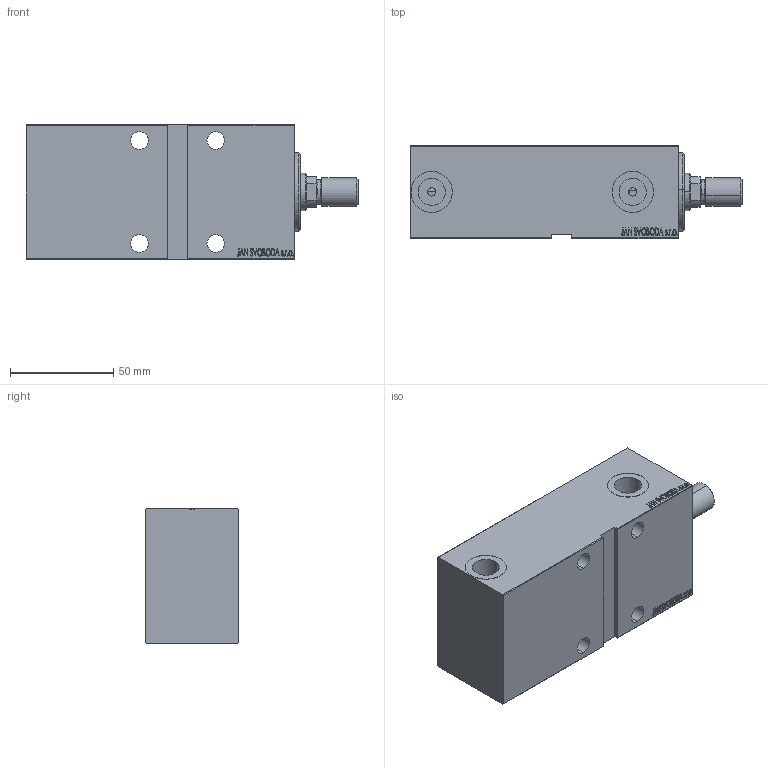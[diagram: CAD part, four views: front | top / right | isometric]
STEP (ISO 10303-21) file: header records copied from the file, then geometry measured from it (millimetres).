
FILE_DESCRIPTION (( 'STEP AP203' ), '1' );
FILE_NAME ('62ba.STEP', '2022-04-17T13:12:01', ( '' ), ( '' ), 'SwSTEP 2.0', 'SolidWorks 2019', '' );
FILE_SCHEMA (( 'CONFIG_CONTROL_DESIGN' ));
Length unit declared in the file: millimetre
Products named in the file (5): 62ba; V450CM_G_VCP a24c88359e12c514fc8e2938e50bac36; V450CM_G_Body a24c88359e12c514fc8e2938e50bac36; V450CM_MALE_METRIC a24c88359e12c514fc8e2938e50bac36; V450CM_VC_G a24c88359e12c514fc8e2938e50bac36
Assembly tree (4 placements, depth 2):
  62ba
    V450CM_G_Body a24c88359e12c514fc8e2938e50bac36
    V450CM_G_VCP a24c88359e12c514fc8e2938e50bac36
    V450CM_VC_G a24c88359e12c514fc8e2938e50bac36
    V450CM_MALE_METRIC a24c88359e12c514fc8e2938e50bac36
Bounding box: 161 x 45 x 65 mm (x, y, z)
Volume: 348921.9 mm3; surface area: 67272.4 mm2
Topology: 4 solids, 4 shells, 872 faces, 2237 edges, 1481 vertices
Faces by surface type: plane 414, bspline 380, cylinder 58, cone 18, torus 2
Entity records: 43788 total; most frequent: CARTESIAN_POINT 24561, ORIENTED_EDGE 4470, DIRECTION 2595, EDGE_CURVE 2235, VERTEX_POINT 1481, VECTOR 1325, LINE 1325, EDGE_LOOP 996
